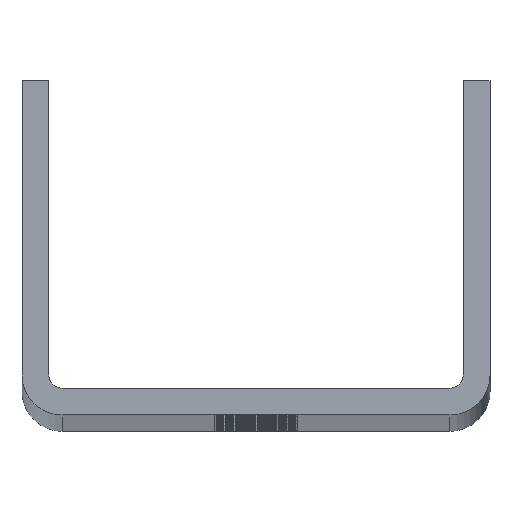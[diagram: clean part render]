
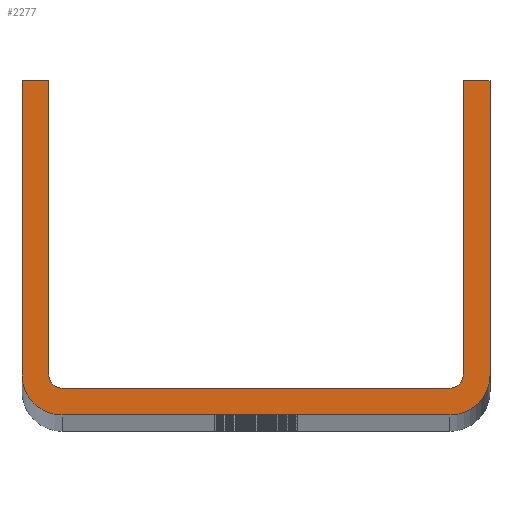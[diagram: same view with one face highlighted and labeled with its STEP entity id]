
A CAD part, top view. The second image highlights one B-rep face of the part: STEP entity #2277.
In plain terms, the highlighted planar face has unit normal (0, 0, 1).
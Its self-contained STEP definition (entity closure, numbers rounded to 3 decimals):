
#72 = CIRCLE ( 'NONE', #12295, 6. ) ;
#265 = CARTESIAN_POINT ( 'NONE',  ( 29., 4., 1400. ) ) ;
#277 = CARTESIAN_POINT ( 'NONE',  ( -31., 6., 1400. ) ) ;
#284 = CARTESIAN_POINT ( 'NONE',  ( 29., 6., 1400. ) ) ;
#388 = CARTESIAN_POINT ( 'NONE',  ( -31., 50., 1400. ) ) ;
#510 = CARTESIAN_POINT ( 'NONE',  ( -29., 0., 1400. ) ) ;
#608 = EDGE_CURVE ( 'NONE', #5553, #1008, #5961, .T. ) ;
#794 = VERTEX_POINT ( 'NONE', #6502 ) ;
#1008 = VERTEX_POINT ( 'NONE', #277 ) ;
#1042 = ORIENTED_EDGE ( 'NONE', *, *, #1726, .F. ) ;
#1043 = VERTEX_POINT ( 'NONE', #6229 ) ;
#1080 = EDGE_CURVE ( 'NONE', #8882, #1985, #14608, .T. ) ;
#1206 = DIRECTION ( 'NONE',  ( 0., 1., 0. ) ) ;
#1412 = VECTOR ( 'NONE', #12253, 1000. ) ;
#1638 = EDGE_CURVE ( 'NONE', #794, #14415, #6664, .T. ) ;
#1650 = AXIS2_PLACEMENT_3D ( 'NONE', #9193, #4598, #12790 ) ;
#1726 = EDGE_CURVE ( 'NONE', #5881, #12085, #4604, .T. ) ;
#1956 = ORIENTED_EDGE ( 'NONE', *, *, #3062, .F. ) ;
#1985 = VERTEX_POINT ( 'NONE', #2510 ) ;
#2028 = PLANE ( 'NONE',  #9952 ) ;
#2159 = CARTESIAN_POINT ( 'NONE',  ( -29., 4., 1400. ) ) ;
#2277 = ADVANCED_FACE ( 'NONE', ( #4411 ), #2028, .T. ) ;
#2510 = CARTESIAN_POINT ( 'NONE',  ( 29., 0., 1400. ) ) ;
#2682 = DIRECTION ( 'NONE',  ( 1., 0., 0. ) ) ;
#3062 = EDGE_CURVE ( 'NONE', #14415, #1043, #7947, .T. ) ;
#3257 = DIRECTION ( 'NONE',  ( 0., 0., 1. ) ) ;
#3412 = VERTEX_POINT ( 'NONE', #3661 ) ;
#3430 = CARTESIAN_POINT ( 'NONE',  ( 35., 6., 1400. ) ) ;
#3645 = VECTOR ( 'NONE', #13872, 1000. ) ;
#3661 = CARTESIAN_POINT ( 'NONE',  ( -35., 50., 1400. ) ) ;
#3866 = VERTEX_POINT ( 'NONE', #5234 ) ;
#4058 = LINE ( 'NONE', #5196, #1412 ) ;
#4102 = DIRECTION ( 'NONE',  ( 1., 0., 0. ) ) ;
#4400 = VECTOR ( 'NONE', #4902, 1000. ) ;
#4411 = FACE_OUTER_BOUND ( 'NONE', #9281, .T. ) ;
#4494 = LINE ( 'NONE', #9169, #13374 ) ;
#4598 = DIRECTION ( 'NONE',  ( 0., 0., 1. ) ) ;
#4604 = LINE ( 'NONE', #2159, #3645 ) ;
#4902 = DIRECTION ( 'NONE',  ( 0., -1., 0. ) ) ;
#5196 = CARTESIAN_POINT ( 'NONE',  ( -35., 50., 1400. ) ) ;
#5234 = CARTESIAN_POINT ( 'NONE',  ( -35., 6., 1400. ) ) ;
#5550 = DIRECTION ( 'NONE',  ( 1., 0., 0. ) ) ;
#5553 = VERTEX_POINT ( 'NONE', #7258 ) ;
#5872 = CARTESIAN_POINT ( 'NONE',  ( -29., 4., 1400. ) ) ;
#5881 = VERTEX_POINT ( 'NONE', #5872 ) ;
#5961 = LINE ( 'NONE', #388, #4400 ) ;
#6229 = CARTESIAN_POINT ( 'NONE',  ( 35., 50., 1400. ) ) ;
#6502 = CARTESIAN_POINT ( 'NONE',  ( 31., 6., 1400. ) ) ;
#6664 = LINE ( 'NONE', #8893, #11480 ) ;
#6910 = EDGE_CURVE ( 'NONE', #3866, #8882, #72, .T. ) ;
#7133 = ORIENTED_EDGE ( 'NONE', *, *, #13538, .T. ) ;
#7258 = CARTESIAN_POINT ( 'NONE',  ( -31., 50., 1400. ) ) ;
#7586 = CIRCLE ( 'NONE', #10284, 2. ) ;
#7597 = ORIENTED_EDGE ( 'NONE', *, *, #608, .F. ) ;
#7638 = DIRECTION ( 'NONE',  ( 0., 0., 1. ) ) ;
#7718 = CARTESIAN_POINT ( 'NONE',  ( -29., 6., 1400. ) ) ;
#7782 = ORIENTED_EDGE ( 'NONE', *, *, #9337, .F. ) ;
#7875 = DIRECTION ( 'NONE',  ( 1., 0., 0. ) ) ;
#7947 = LINE ( 'NONE', #12488, #12590 ) ;
#8406 = EDGE_CURVE ( 'NONE', #3412, #3866, #4494, .T. ) ;
#8851 = CARTESIAN_POINT ( 'NONE',  ( 29., 6., 1400. ) ) ;
#8882 = VERTEX_POINT ( 'NONE', #14433 ) ;
#8893 = CARTESIAN_POINT ( 'NONE',  ( 31., 6., 1400. ) ) ;
#8978 = ORIENTED_EDGE ( 'NONE', *, *, #1080, .T. ) ;
#9070 = EDGE_CURVE ( 'NONE', #1008, #5881, #10716, .T. ) ;
#9089 = ORIENTED_EDGE ( 'NONE', *, *, #9070, .F. ) ;
#9169 = CARTESIAN_POINT ( 'NONE',  ( -35., 50., 1400. ) ) ;
#9193 = CARTESIAN_POINT ( 'NONE',  ( -29., 6., 1400. ) ) ;
#9281 = EDGE_LOOP ( 'NONE', ( #11847, #1956, #9407, #13143, #1042, #9089, #7597, #7782, #13958, #12263, #8978, #7133 ) ) ;
#9337 = EDGE_CURVE ( 'NONE', #3412, #5553, #4058, .T. ) ;
#9407 = ORIENTED_EDGE ( 'NONE', *, *, #1638, .F. ) ;
#9952 = AXIS2_PLACEMENT_3D ( 'NONE', #8851, #3257, #5550 ) ;
#10284 = AXIS2_PLACEMENT_3D ( 'NONE', #12177, #7638, #2682 ) ;
#10716 = CIRCLE ( 'NONE', #1650, 2. ) ;
#10938 = DIRECTION ( 'NONE',  ( 1., 0., 0. ) ) ;
#11108 = CARTESIAN_POINT ( 'NONE',  ( 31., 50., 1400. ) ) ;
#11480 = VECTOR ( 'NONE', #13576, 1000. ) ;
#11847 = ORIENTED_EDGE ( 'NONE', *, *, #13372, .T. ) ;
#12085 = VERTEX_POINT ( 'NONE', #265 ) ;
#12177 = CARTESIAN_POINT ( 'NONE',  ( 29., 6., 1400. ) ) ;
#12253 = DIRECTION ( 'NONE',  ( 1., 0., 0. ) ) ;
#12263 = ORIENTED_EDGE ( 'NONE', *, *, #6910, .T. ) ;
#12295 = AXIS2_PLACEMENT_3D ( 'NONE', #7718, #12329, #12553 ) ;
#12329 = DIRECTION ( 'NONE',  ( 0., 0., 1. ) ) ;
#12488 = CARTESIAN_POINT ( 'NONE',  ( 31., 50., 1400. ) ) ;
#12553 = DIRECTION ( 'NONE',  ( 1., 0., 0. ) ) ;
#12590 = VECTOR ( 'NONE', #7875, 1000. ) ;
#12742 = VERTEX_POINT ( 'NONE', #13338 ) ;
#12790 = DIRECTION ( 'NONE',  ( 1., 0., 0. ) ) ;
#13143 = ORIENTED_EDGE ( 'NONE', *, *, #14375, .F. ) ;
#13191 = CIRCLE ( 'NONE', #14907, 6. ) ;
#13338 = CARTESIAN_POINT ( 'NONE',  ( 35., 6., 1400. ) ) ;
#13372 = EDGE_CURVE ( 'NONE', #12742, #1043, #13842, .T. ) ;
#13374 = VECTOR ( 'NONE', #13841, 1000. ) ;
#13538 = EDGE_CURVE ( 'NONE', #1985, #12742, #13191, .T. ) ;
#13576 = DIRECTION ( 'NONE',  ( 0., 1., 0. ) ) ;
#13841 = DIRECTION ( 'NONE',  ( 0., -1., 0. ) ) ;
#13842 = LINE ( 'NONE', #3430, #15158 ) ;
#13872 = DIRECTION ( 'NONE',  ( 1., 0., 0. ) ) ;
#13958 = ORIENTED_EDGE ( 'NONE', *, *, #8406, .T. ) ;
#14044 = VECTOR ( 'NONE', #4102, 1000. ) ;
#14375 = EDGE_CURVE ( 'NONE', #12085, #794, #7586, .T. ) ;
#14385 = DIRECTION ( 'NONE',  ( 0., 0., 1. ) ) ;
#14415 = VERTEX_POINT ( 'NONE', #11108 ) ;
#14433 = CARTESIAN_POINT ( 'NONE',  ( -29., 0., 1400. ) ) ;
#14608 = LINE ( 'NONE', #510, #14044 ) ;
#14907 = AXIS2_PLACEMENT_3D ( 'NONE', #284, #14385, #10938 ) ;
#15158 = VECTOR ( 'NONE', #1206, 1000. ) ;
